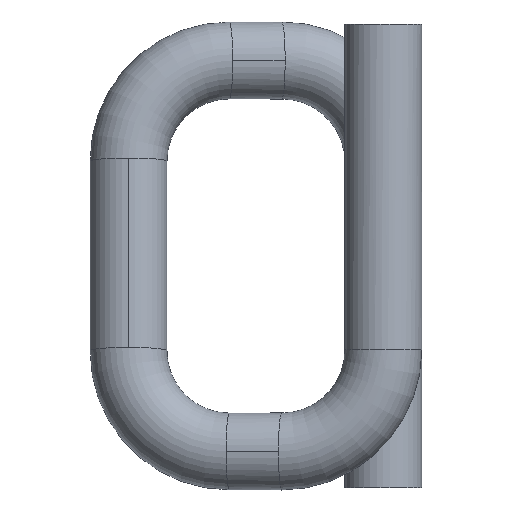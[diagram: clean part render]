
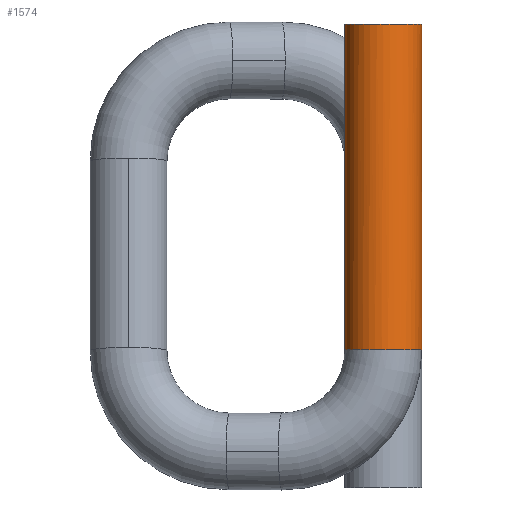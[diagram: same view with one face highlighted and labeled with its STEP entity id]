
A CAD part, left-side view. The second image highlights one B-rep face of the part: STEP entity #1574.
In plain terms, the highlighted cylindrical face has radius 0.173 mm (diameter 0.346 mm), a partial arc.
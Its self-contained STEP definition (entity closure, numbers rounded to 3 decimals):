
#93 = CIRCLE ( 'NONE', #941, 0.173 ) ;
#119 = EDGE_CURVE ( 'NONE', #2531, #3218, #1843, .T. ) ;
#230 = FACE_OUTER_BOUND ( 'NONE', #290, .T. ) ;
#251 = ORIENTED_EDGE ( 'NONE', *, *, #2557, .T. ) ;
#279 = DIRECTION ( 'NONE',  ( 0., 0., 1. ) ) ;
#289 = CARTESIAN_POINT ( 'NONE',  ( 0., 0.173, -1.299 ) ) ;
#290 = EDGE_LOOP ( 'NONE', ( #295, #1808, #356, #375, #251 ) ) ;
#295 = ORIENTED_EDGE ( 'NONE', *, *, #1896, .F. ) ;
#356 = ORIENTED_EDGE ( 'NONE', *, *, #1580, .T. ) ;
#364 = CARTESIAN_POINT ( 'NONE',  ( 0., 0., -1.299 ) ) ;
#375 = ORIENTED_EDGE ( 'NONE', *, *, #119, .T. ) ;
#474 = CARTESIAN_POINT ( 'NONE',  ( 0., 0., -1.299 ) ) ;
#590 = CYLINDRICAL_SURFACE ( 'NONE', #3056, 0.173 ) ;
#623 = DIRECTION ( 'NONE',  ( 0., -1., 0. ) ) ;
#641 = CARTESIAN_POINT ( 'NONE',  ( 0., 0.173, 0.163 ) ) ;
#729 = DIRECTION ( 'NONE',  ( 0., -1., 0. ) ) ;
#775 = DIRECTION ( 'NONE',  ( 0., 0., 1. ) ) ;
#941 = AXIS2_PLACEMENT_3D ( 'NONE', #1422, #3190, #1672 ) ;
#1031 = LINE ( 'NONE', #289, #1627 ) ;
#1040 = CARTESIAN_POINT ( 'NONE',  ( 0., 0., -1.299 ) ) ;
#1187 = EDGE_CURVE ( 'NONE', #1953, #2995, #1829, .T. ) ;
#1335 = CARTESIAN_POINT ( 'NONE',  ( 0., 0.173, -1.299 ) ) ;
#1422 = CARTESIAN_POINT ( 'NONE',  ( 0., 0., 0.163 ) ) ;
#1574 = ADVANCED_FACE ( 'NONE', ( #230 ), #590, .T. ) ;
#1580 = EDGE_CURVE ( 'NONE', #2995, #2531, #1587, .T. ) ;
#1587 = CIRCLE ( 'NONE', #3233, 0.173 ) ;
#1627 = VECTOR ( 'NONE', #279, 1000. ) ;
#1672 = DIRECTION ( 'NONE',  ( 0., -1., 0. ) ) ;
#1787 = CARTESIAN_POINT ( 'NONE',  ( 0., -0.173, -1.299 ) ) ;
#1808 = ORIENTED_EDGE ( 'NONE', *, *, #1187, .T. ) ;
#1829 = CIRCLE ( 'NONE', #3078, 0.173 ) ;
#1843 = LINE ( 'NONE', #1787, #3108 ) ;
#1896 = EDGE_CURVE ( 'NONE', #1953, #2121, #1031, .T. ) ;
#1953 = VERTEX_POINT ( 'NONE', #1335 ) ;
#1959 = CARTESIAN_POINT ( 'NONE',  ( 0., -0.173, 0.163 ) ) ;
#2121 = VERTEX_POINT ( 'NONE', #641 ) ;
#2138 = DIRECTION ( 'NONE',  ( 0., 0., 1. ) ) ;
#2242 = DIRECTION ( 'NONE',  ( 0., 0., 1. ) ) ;
#2531 = VERTEX_POINT ( 'NONE', #3163 ) ;
#2557 = EDGE_CURVE ( 'NONE', #3218, #2121, #93, .T. ) ;
#2663 = DIRECTION ( 'NONE',  ( 0., 0., 1. ) ) ;
#2803 = DIRECTION ( 'NONE',  ( 0., -1., 0. ) ) ;
#2855 = CARTESIAN_POINT ( 'NONE',  ( -0.015, -0.173, -1.299 ) ) ;
#2995 = VERTEX_POINT ( 'NONE', #2855 ) ;
#3056 = AXIS2_PLACEMENT_3D ( 'NONE', #1040, #775, #2803 ) ;
#3078 = AXIS2_PLACEMENT_3D ( 'NONE', #474, #2242, #729 ) ;
#3108 = VECTOR ( 'NONE', #2663, 1000. ) ;
#3163 = CARTESIAN_POINT ( 'NONE',  ( 0., -0.173, -1.299 ) ) ;
#3190 = DIRECTION ( 'NONE',  ( 0., 0., -1. ) ) ;
#3218 = VERTEX_POINT ( 'NONE', #1959 ) ;
#3233 = AXIS2_PLACEMENT_3D ( 'NONE', #364, #2138, #623 ) ;
